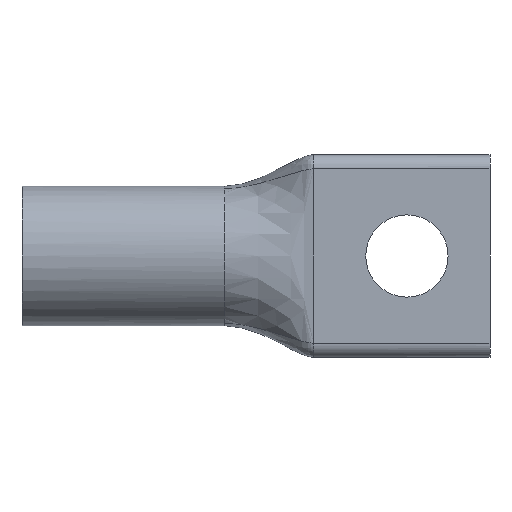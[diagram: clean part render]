
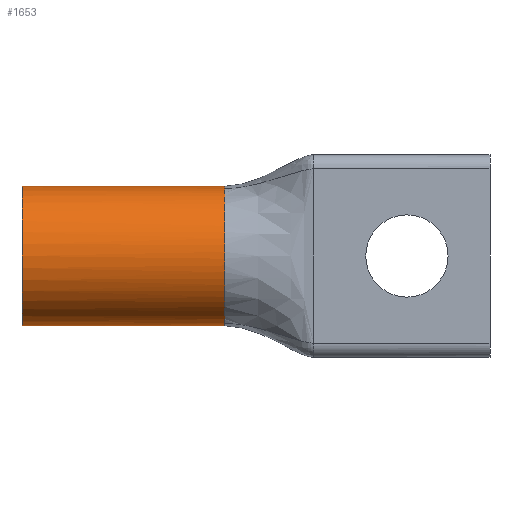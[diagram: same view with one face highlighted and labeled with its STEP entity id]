
A CAD part, front view. The second image highlights one B-rep face of the part: STEP entity #1653.
In plain terms, the highlighted cylindrical face has radius 8.738 mm (diameter 17.475 mm), a partial arc.
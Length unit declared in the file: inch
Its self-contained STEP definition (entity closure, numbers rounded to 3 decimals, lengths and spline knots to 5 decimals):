
#37 = VERTEX_POINT ( 'NONE', #749 ) ;
#62 = LINE ( 'NONE', #213, #1134 ) ;
#76 = CARTESIAN_POINT ( 'NONE',  ( 0., 0.344, 0.344 ) ) ;
#99 = CYLINDRICAL_SURFACE ( 'NONE', #495, 0.344 ) ;
#118 = DIRECTION ( 'NONE',  ( 0., 0., 1. ) ) ;
#158 = CARTESIAN_POINT ( 'NONE',  ( 1., 0.18408, -0.30687 ) ) ;
#160 = B_SPLINE_CURVE_WITH_KNOTS ( 'NONE', 3,
 ( #701, #1259, #158, #1526, #289, #432, #1542, #1402, #842, #984, #1687, #297, #1113, #851, #969, #1550, #305, #1810 ),
 .UNSPECIFIED., .F., .F.,
 ( 4, 2, 2, 2, 2, 2, 2, 2, 4 ),
 ( 0., 0.125, 0.25, 0.375, 0.5, 0.625, 0.75, 0.875, 1. ),
 .UNSPECIFIED. ) ;
#211 = DIRECTION ( 'NONE',  ( 0., 0., 1. ) ) ;
#213 = CARTESIAN_POINT ( 'NONE',  ( -0.57107, 0.344, 0.344 ) ) ;
#224 = VERTEX_POINT ( 'NONE', #76 ) ;
#246 = EDGE_CURVE ( 'NONE', #224, #1229, #547, .T. ) ;
#267 = LINE ( 'NONE', #825, #988 ) ;
#289 = CARTESIAN_POINT ( 'NONE',  ( 1., 0.09393, -0.23918 ) ) ;
#297 = CARTESIAN_POINT ( 'NONE',  ( 1., 0.03032, 0.14611 ) ) ;
#305 = CARTESIAN_POINT ( 'NONE',  ( 1., 0.21872, 0.32257 ) ) ;
#331 = CARTESIAN_POINT ( 'NONE',  ( 1., 0.344, -0.344 ) ) ;
#351 = CARTESIAN_POINT ( 'NONE',  ( 0., 0.344, 0. ) ) ;
#383 = FACE_OUTER_BOUND ( 'NONE', #967, .T. ) ;
#394 = CARTESIAN_POINT ( 'NONE',  ( 1., 0.344, -0.344 ) ) ;
#432 = CARTESIAN_POINT ( 'NONE',  ( 1., 0.04824, -0.17964 ) ) ;
#436 = B_SPLINE_CURVE_WITH_KNOTS ( 'NONE', 3,
 ( #394, #1488, #1515, #1662 ),
 .UNSPECIFIED., .F., .F.,
 ( 4, 4 ),
 ( 0., 1. ),
 .UNSPECIFIED. ) ;
#495 = AXIS2_PLACEMENT_3D ( 'NONE', #1345, #1362, #118 ) ;
#507 = CARTESIAN_POINT ( 'NONE',  ( 1., 0.25497, 0.33228 ) ) ;
#529 = VERTEX_POINT ( 'NONE', #507 ) ;
#547 = CIRCLE ( 'NONE', #1720, 0.344 ) ;
#586 = CARTESIAN_POINT ( 'NONE',  ( 0., 0.344, -0.344 ) ) ;
#591 = EDGE_CURVE ( 'NONE', #812, #1229, #267, .T. ) ;
#626 = EDGE_CURVE ( 'NONE', #37, #529, #160, .T. ) ;
#632 = DIRECTION ( 'NONE',  ( -1., 0., 0. ) ) ;
#638 = CARTESIAN_POINT ( 'NONE',  ( 1., 0.344, 0.344 ) ) ;
#681 = DIRECTION ( 'NONE',  ( -1., 0., 0. ) ) ;
#701 = CARTESIAN_POINT ( 'NONE',  ( 1., 0.25497, -0.33228 ) ) ;
#744 = ORIENTED_EDGE ( 'NONE', *, *, #906, .T. ) ;
#749 = CARTESIAN_POINT ( 'NONE',  ( 1., 0.25497, -0.33228 ) ) ;
#812 = VERTEX_POINT ( 'NONE', #331 ) ;
#825 = CARTESIAN_POINT ( 'NONE',  ( -0.57107, 0.344, -0.344 ) ) ;
#842 = CARTESIAN_POINT ( 'NONE',  ( 1., 0., -0.03752 ) ) ;
#851 = CARTESIAN_POINT ( 'NONE',  ( 1., 0.09393, 0.23918 ) ) ;
#906 = EDGE_CURVE ( 'NONE', #1336, #224, #62, .T. ) ;
#907 = DIRECTION ( 'NONE',  ( 1., 0., 0. ) ) ;
#933 = ORIENTED_EDGE ( 'NONE', *, *, #1440, .T. ) ;
#967 = EDGE_LOOP ( 'NONE', ( #1436, #1706, #1112, #933, #744, #1224 ) ) ;
#969 = CARTESIAN_POINT ( 'NONE',  ( 1., 0.12168, 0.26518 ) ) ;
#984 = CARTESIAN_POINT ( 'NONE',  ( 1., 0., 0.03752 ) ) ;
#988 = VECTOR ( 'NONE', #681, 39.37008 ) ;
#1103 = CARTESIAN_POINT ( 'NONE',  ( 1., 0.25497, 0.33228 ) ) ;
#1112 = ORIENTED_EDGE ( 'NONE', *, *, #626, .T. ) ;
#1113 = CARTESIAN_POINT ( 'NONE',  ( 1., 0.04824, 0.17964 ) ) ;
#1134 = VECTOR ( 'NONE', #632, 39.37008 ) ;
#1212 = CARTESIAN_POINT ( 'NONE',  ( 1., 0.28396, 0.34005 ) ) ;
#1224 = ORIENTED_EDGE ( 'NONE', *, *, #246, .T. ) ;
#1229 = VERTEX_POINT ( 'NONE', #586 ) ;
#1259 = CARTESIAN_POINT ( 'NONE',  ( 1., 0.21872, -0.32257 ) ) ;
#1336 = VERTEX_POINT ( 'NONE', #638 ) ;
#1345 = CARTESIAN_POINT ( 'NONE',  ( -0.57107, 0.344, 0. ) ) ;
#1362 = DIRECTION ( 'NONE',  ( -1., 0., 0. ) ) ;
#1385 = EDGE_CURVE ( 'NONE', #812, #37, #436, .T. ) ;
#1402 = CARTESIAN_POINT ( 'NONE',  ( 1., 0.00619, -0.07504 ) ) ;
#1436 = ORIENTED_EDGE ( 'NONE', *, *, #591, .F. ) ;
#1440 = EDGE_CURVE ( 'NONE', #529, #1336, #1717, .T. ) ;
#1488 = CARTESIAN_POINT ( 'NONE',  ( 1., 0.31398, -0.344 ) ) ;
#1504 = CARTESIAN_POINT ( 'NONE',  ( 1., 0.31398, 0.344 ) ) ;
#1515 = CARTESIAN_POINT ( 'NONE',  ( 1., 0.28396, -0.34005 ) ) ;
#1526 = CARTESIAN_POINT ( 'NONE',  ( 1., 0.12168, -0.26518 ) ) ;
#1542 = CARTESIAN_POINT ( 'NONE',  ( 1., 0.03032, -0.14611 ) ) ;
#1550 = CARTESIAN_POINT ( 'NONE',  ( 1., 0.18408, 0.30687 ) ) ;
#1635 = CARTESIAN_POINT ( 'NONE',  ( 1., 0.344, 0.344 ) ) ;
#1653 = ADVANCED_FACE ( 'NONE', ( #383 ), #99, .T. ) ;
#1662 = CARTESIAN_POINT ( 'NONE',  ( 1., 0.25497, -0.33228 ) ) ;
#1687 = CARTESIAN_POINT ( 'NONE',  ( 1., 0.00619, 0.07504 ) ) ;
#1706 = ORIENTED_EDGE ( 'NONE', *, *, #1385, .T. ) ;
#1717 = B_SPLINE_CURVE_WITH_KNOTS ( 'NONE', 3,
 ( #1103, #1212, #1504, #1635 ),
 .UNSPECIFIED., .F., .F.,
 ( 4, 4 ),
 ( 0., 1. ),
 .UNSPECIFIED. ) ;
#1720 = AXIS2_PLACEMENT_3D ( 'NONE', #351, #907, #211 ) ;
#1810 = CARTESIAN_POINT ( 'NONE',  ( 1., 0.25497, 0.33228 ) ) ;
